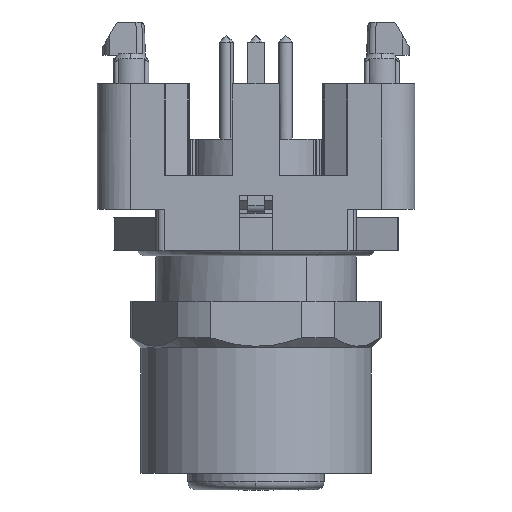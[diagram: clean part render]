
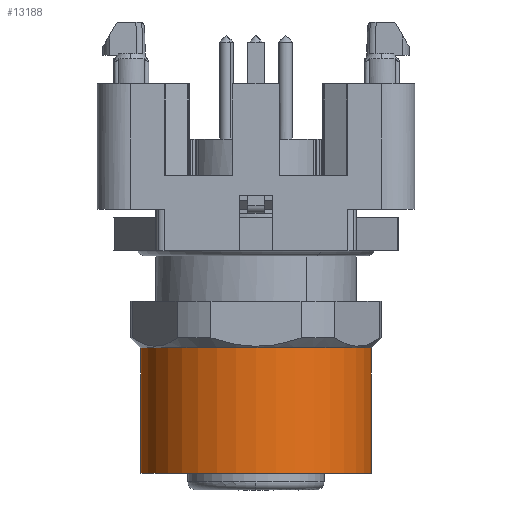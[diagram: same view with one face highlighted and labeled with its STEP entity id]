
A CAD part, front view. The second image highlights one B-rep face of the part: STEP entity #13188.
In plain terms, the highlighted cylindrical face has radius 6.9 mm (diameter 13.8 mm), a partial arc.
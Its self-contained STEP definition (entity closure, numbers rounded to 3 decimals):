
#13152=AXIS2_PLACEMENT_3D('Cylinder Axis2P3D',#13149,#13150,#13151) ;
#13165=AXIS2_PLACEMENT_3D('Circle Axis2P3D',#13163,#13164,$) ;
#13179=AXIS2_PLACEMENT_3D('Circle Axis2P3D',#13177,#13178,$) ;
#13149=CARTESIAN_POINT('Axis2P3D Location',(9.502,8.5,4.75)) ;
#13154=CARTESIAN_POINT('Line Origine',(16.402,8.5,4.75)) ;
#13158=CARTESIAN_POINT('Vertex',(16.402,8.5,1.)) ;
#13160=CARTESIAN_POINT('Vertex',(16.402,8.5,8.5)) ;
#13163=CARTESIAN_POINT('Axis2P3D Location',(9.502,8.5,8.5)) ;
#13167=CARTESIAN_POINT('Vertex',(2.602,8.5,8.5)) ;
#13170=CARTESIAN_POINT('Line Origine',(2.602,8.5,4.75)) ;
#13174=CARTESIAN_POINT('Vertex',(2.602,8.5,1.)) ;
#13177=CARTESIAN_POINT('Axis2P3D Location',(9.502,8.5,1.)) ;
#13150=DIRECTION('Axis2P3D Direction',(0.,0.,-1.)) ;
#13151=DIRECTION('Axis2P3D XDirection',(1.,0.,0.)) ;
#13155=DIRECTION('Vector Direction',(0.,0.,-1.)) ;
#13164=DIRECTION('Axis2P3D Direction',(0.,0.,-1.)) ;
#13171=DIRECTION('Vector Direction',(0.,0.,-1.)) ;
#13178=DIRECTION('Axis2P3D Direction',(0.,0.,-1.)) ;
#13156=VECTOR('Line Direction',#13155,1.) ;
#13172=VECTOR('Line Direction',#13171,1.) ;
#13183=ORIENTED_EDGE('',*,*,#13162,.T.) ;
#13184=ORIENTED_EDGE('',*,*,#13169,.T.) ;
#13185=ORIENTED_EDGE('',*,*,#13176,.T.) ;
#13186=ORIENTED_EDGE('',*,*,#13181,.F.) ;
#13188=ADVANCED_FACE('V1',(#13187),#13153,.T.) ;
#13166=CIRCLE('generated circle',#13165,6.9) ;
#13180=CIRCLE('generated circle',#13179,6.9) ;
#13153=CYLINDRICAL_SURFACE('generated cylinder',#13152,6.9) ;
#13162=EDGE_CURVE('',#13159,#13161,#13157,.F.) ;
#13169=EDGE_CURVE('',#13161,#13168,#13166,.T.) ;
#13176=EDGE_CURVE('',#13168,#13175,#13173,.T.) ;
#13181=EDGE_CURVE('',#13159,#13175,#13180,.T.) ;
#13182=EDGE_LOOP('',(#13183,#13184,#13185,#13186)) ;
#13187=FACE_OUTER_BOUND('',#13182,.T.) ;
#13157=LINE('Line',#13154,#13156) ;
#13173=LINE('Line',#13170,#13172) ;
#13159=VERTEX_POINT('',#13158) ;
#13161=VERTEX_POINT('',#13160) ;
#13168=VERTEX_POINT('',#13167) ;
#13175=VERTEX_POINT('',#13174) ;
